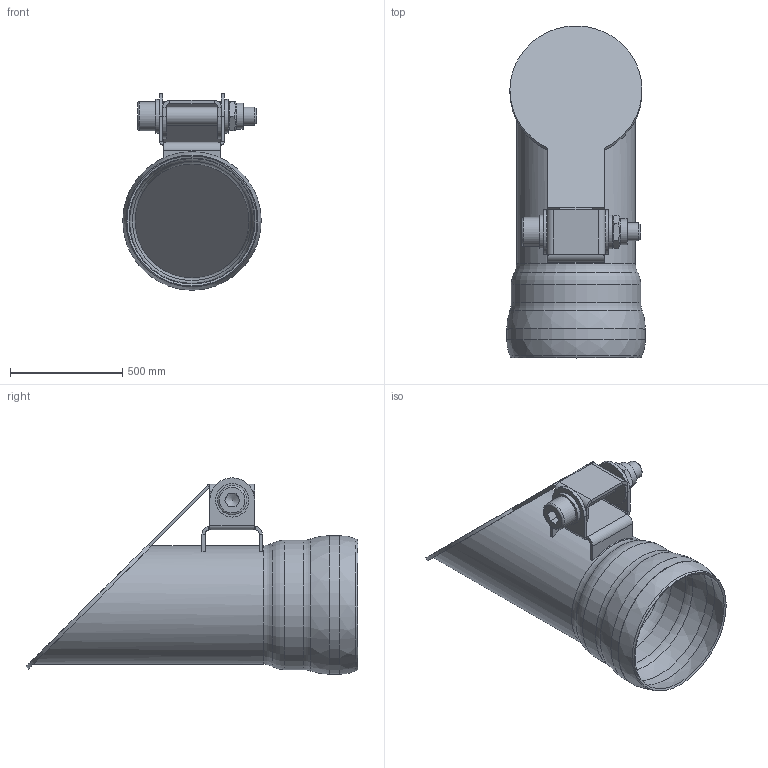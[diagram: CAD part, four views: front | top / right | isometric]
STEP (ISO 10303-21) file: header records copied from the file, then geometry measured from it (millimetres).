
FILE_DESCRIPTION(/* description */ (''),/* implementation_level */ '2;1');
FILE_NAME(/* name */ '04320.050X_3D.stp',/* time_stamp */ '2024-12-11T13:30:03+01:00',/* author */ ('CAD'),/* organization */ (''),/* preprocessor_version */ 'ST-DEVELOPER v20',/* originating_system */ 'AutoCAD Mechanical',/* authorisation */ '');
FILE_SCHEMA (('AUTOMOTIVE_DESIGN { 1 0 10303 214 3 1 1 }'));
Length unit declared in the file: centimetre
Products named in the file (2): Product; *S0
Assembly tree (1 placements, depth 2):
  Product
    *S0
Bounding box: 618.04 x 1481.74 x 876.52 mm (x, y, z)
Volume: 35389125.6 mm3; surface area: 5972085.5 mm2
Topology: 7 solids, 7 shells, 171 faces, 391 edges, 237 vertices
Faces by surface type: plane 97, cylinder 44, bspline 13, torus 9, cone 8
Full cylindrical faces by diameter (mm): 66.47 x1, 80 x1, 81 x2, 82 x2, 84 x2, 116 x1, 130 x1, 150 x2, 510 x1, 530 x1, 558 x1, 578 x1, 598 x1, 618 x1
Entity records: 6356 total; most frequent: CARTESIAN_POINT 2452, DIRECTION 814, ORIENTED_EDGE 778, EDGE_CURVE 389, AXIS2_PLACEMENT_3D 298, VERTEX_POINT 235, LINE 218, VECTOR 218
